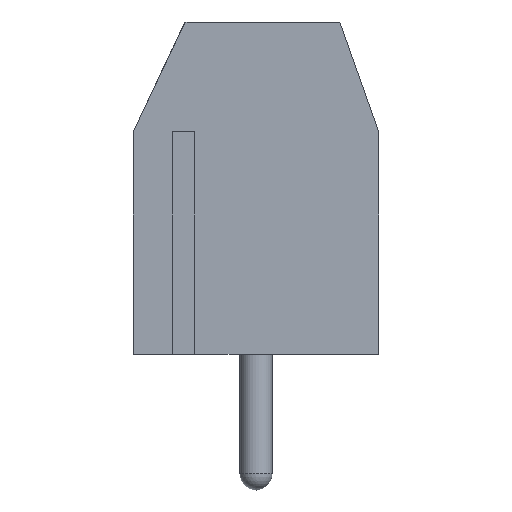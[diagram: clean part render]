
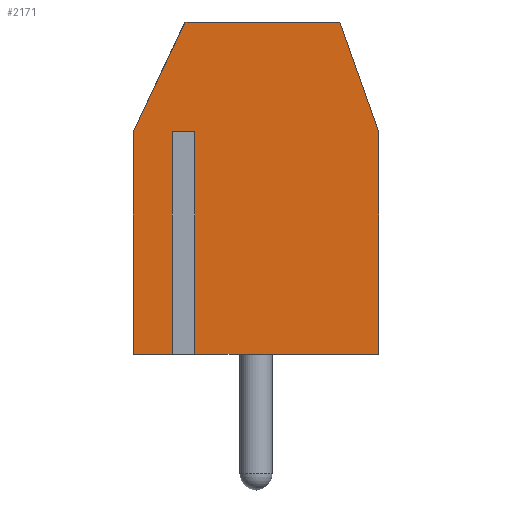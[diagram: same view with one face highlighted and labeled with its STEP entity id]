
A CAD part, left-side view. The second image highlights one B-rep face of the part: STEP entity #2171.
In plain terms, the highlighted planar face has unit normal (-1, 0, 0).
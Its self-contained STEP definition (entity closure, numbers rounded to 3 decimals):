
#141=FACE_OUTER_BOUND('',#265,.T.);
#265=EDGE_LOOP('',(#1489,#1490,#1491,#1492,#1493,#1494,#1495,#1496,#1497,
#1498));
#391=LINE('',#3139,#645);
#397=LINE('',#3154,#651);
#407=LINE('',#3177,#661);
#408=LINE('',#3183,#662);
#409=LINE('',#3185,#663);
#410=LINE('',#3187,#664);
#411=LINE('',#3189,#665);
#412=LINE('',#3191,#666);
#413=LINE('',#3193,#667);
#414=LINE('',#3194,#668);
#645=VECTOR('',#2528,10.);
#651=VECTOR('',#2540,10.);
#661=VECTOR('',#2558,10.);
#662=VECTOR('',#2565,10.);
#663=VECTOR('',#2566,10.);
#664=VECTOR('',#2567,10.);
#665=VECTOR('',#2568,10.);
#666=VECTOR('',#2569,10.);
#667=VECTOR('',#2570,10.);
#668=VECTOR('',#2571,10.);
#901=VERTEX_POINT('',#3136);
#902=VERTEX_POINT('',#3138);
#908=VERTEX_POINT('',#3152);
#917=VERTEX_POINT('',#3175);
#919=VERTEX_POINT('',#3182);
#920=VERTEX_POINT('',#3184);
#921=VERTEX_POINT('',#3186);
#922=VERTEX_POINT('',#3188);
#923=VERTEX_POINT('',#3190);
#924=VERTEX_POINT('',#3192);
#1121=EDGE_CURVE('',#901,#902,#391,.T.);
#1129=EDGE_CURVE('',#908,#901,#397,.T.);
#1141=EDGE_CURVE('',#917,#908,#407,.T.);
#1144=EDGE_CURVE('',#919,#917,#408,.T.);
#1145=EDGE_CURVE('',#920,#919,#409,.T.);
#1146=EDGE_CURVE('',#920,#921,#410,.T.);
#1147=EDGE_CURVE('',#922,#921,#411,.T.);
#1148=EDGE_CURVE('',#923,#922,#412,.T.);
#1149=EDGE_CURVE('',#924,#923,#413,.T.);
#1150=EDGE_CURVE('',#924,#902,#414,.T.);
#1489=ORIENTED_EDGE('',*,*,#1121,.F.);
#1490=ORIENTED_EDGE('',*,*,#1129,.F.);
#1491=ORIENTED_EDGE('',*,*,#1141,.F.);
#1492=ORIENTED_EDGE('',*,*,#1144,.F.);
#1493=ORIENTED_EDGE('',*,*,#1145,.F.);
#1494=ORIENTED_EDGE('',*,*,#1146,.T.);
#1495=ORIENTED_EDGE('',*,*,#1147,.F.);
#1496=ORIENTED_EDGE('',*,*,#1148,.F.);
#1497=ORIENTED_EDGE('',*,*,#1149,.F.);
#1498=ORIENTED_EDGE('',*,*,#1150,.T.);
#2070=PLANE('',#2326);
#2171=ADVANCED_FACE('',(#141),#2070,.T.);
#2326=AXIS2_PLACEMENT_3D('',#3181,#2563,#2564);
#2528=DIRECTION('',(0.,-0.333,-0.943));
#2540=DIRECTION('',(0.,-1.,0.));
#2558=DIRECTION('',(0.,-0.426,0.905));
#2563=DIRECTION('center_axis',(-1.,0.,0.));
#2564=DIRECTION('ref_axis',(0.,-1.,0.));
#2565=DIRECTION('',(0.,0.,1.));
#2566=DIRECTION('',(0.,1.,0.));
#2567=DIRECTION('',(0.,0.,1.));
#2568=DIRECTION('',(0.,1.,0.));
#2569=DIRECTION('',(0.,0.,1.));
#2570=DIRECTION('',(0.,1.,0.));
#2571=DIRECTION('',(0.,0.,1.));
#3136=CARTESIAN_POINT('',(0.,-6.4,10.3));
#3138=CARTESIAN_POINT('',(0.,-7.6,6.9));
#3139=CARTESIAN_POINT('',(0.,-7.962,5.875));
#3152=CARTESIAN_POINT('',(0.,-1.6,10.3));
#3154=CARTESIAN_POINT('',(0.,-7.6,10.3));
#3175=CARTESIAN_POINT('',(0.,0.,6.9));
#3177=CARTESIAN_POINT('',(0.,0.929,4.925));
#3181=CARTESIAN_POINT('Origin',(0.,0.,0.));
#3182=CARTESIAN_POINT('',(0.,0.,0.));
#3183=CARTESIAN_POINT('',(0.,0.,0.));
#3184=CARTESIAN_POINT('',(0.,-1.35,0.));
#3185=CARTESIAN_POINT('',(0.,-7.6,0.));
#3186=CARTESIAN_POINT('',(0.,-1.35,6.9));
#3187=CARTESIAN_POINT('',(0.,-1.35,0.));
#3188=CARTESIAN_POINT('',(0.,-1.75,6.9));
#3189=CARTESIAN_POINT('',(0.,-1.9,6.9));
#3190=CARTESIAN_POINT('',(0.,-1.75,0.));
#3191=CARTESIAN_POINT('',(0.,-1.75,0.));
#3192=CARTESIAN_POINT('',(0.,-7.6,0.));
#3193=CARTESIAN_POINT('',(0.,-7.6,0.));
#3194=CARTESIAN_POINT('',(0.,-7.6,0.));
